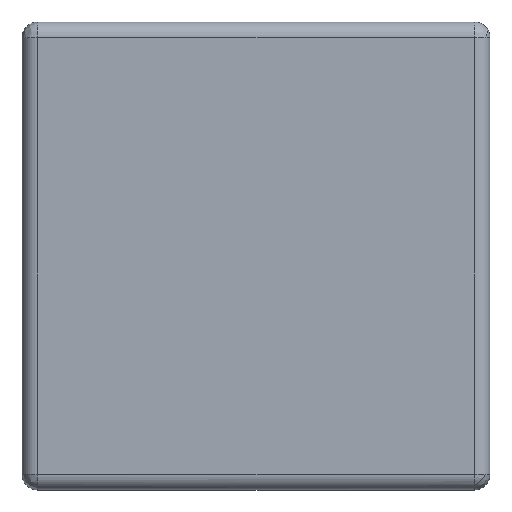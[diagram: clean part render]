
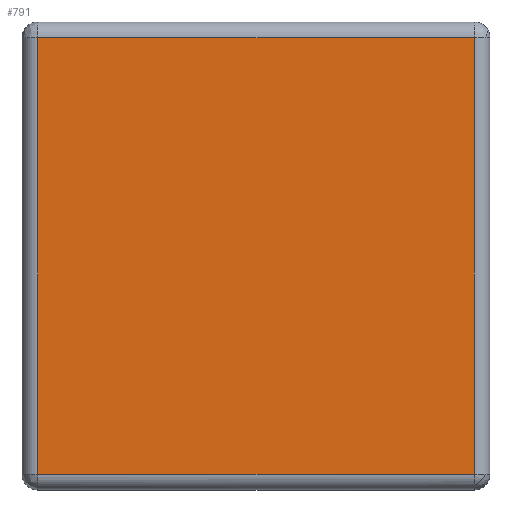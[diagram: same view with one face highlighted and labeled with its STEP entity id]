
A CAD part, top view. The second image highlights one B-rep face of the part: STEP entity #791.
In plain terms, the highlighted planar face has unit normal (0, 0, 1).
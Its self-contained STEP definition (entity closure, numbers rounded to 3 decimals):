
#90 = CARTESIAN_POINT ( 'NONE',  ( -45., 42., 4. ) ) ;
#94 = VERTEX_POINT ( 'NONE', #1026 ) ;
#365 = ORIENTED_EDGE ( 'NONE', *, *, #2407, .F. ) ;
#499 = VECTOR ( 'NONE', #1403, 1000. ) ;
#567 = ORIENTED_EDGE ( 'NONE', *, *, #662, .F. ) ;
#602 = PLANE ( 'NONE',  #2522 ) ;
#650 = ORIENTED_EDGE ( 'NONE', *, *, #707, .F. ) ;
#662 = EDGE_CURVE ( 'NONE', #94, #2672, #1887, .T. ) ;
#707 = EDGE_CURVE ( 'NONE', #1222, #94, #2518, .T. ) ;
#775 = CARTESIAN_POINT ( 'NONE',  ( 42., 42., 4. ) ) ;
#791 = ADVANCED_FACE ( 'NONE', ( #2728 ), #602, .F. ) ;
#820 = DIRECTION ( 'NONE',  ( 1., 0., 0. ) ) ;
#911 = VECTOR ( 'NONE', #1900, 1000. ) ;
#915 = CARTESIAN_POINT ( 'NONE',  ( -42., 45., 4. ) ) ;
#949 = ORIENTED_EDGE ( 'NONE', *, *, #2486, .F. ) ;
#1026 = CARTESIAN_POINT ( 'NONE',  ( -42., 42., 4. ) ) ;
#1063 = DIRECTION ( 'NONE',  ( 0., 1., 0. ) ) ;
#1222 = VERTEX_POINT ( 'NONE', #2378 ) ;
#1369 = CARTESIAN_POINT ( 'NONE',  ( 42., -42., 4. ) ) ;
#1403 = DIRECTION ( 'NONE',  ( 0., 1., 0. ) ) ;
#1404 = VECTOR ( 'NONE', #1881, 1000. ) ;
#1598 = CARTESIAN_POINT ( 'NONE',  ( -45., -42., 4. ) ) ;
#1609 = CARTESIAN_POINT ( 'NONE',  ( 42., 45., 4. ) ) ;
#1713 = EDGE_LOOP ( 'NONE', ( #949, #567, #650, #365 ) ) ;
#1840 = CARTESIAN_POINT ( 'NONE',  ( -45., 45., 4. ) ) ;
#1881 = DIRECTION ( 'NONE',  ( 0., -1., 0. ) ) ;
#1887 = LINE ( 'NONE', #90, #1962 ) ;
#1900 = DIRECTION ( 'NONE',  ( -1., 0., 0. ) ) ;
#1962 = VECTOR ( 'NONE', #820, 1000. ) ;
#2074 = LINE ( 'NONE', #1609, #1404 ) ;
#2229 = VERTEX_POINT ( 'NONE', #1369 ) ;
#2378 = CARTESIAN_POINT ( 'NONE',  ( -42., -42., 4. ) ) ;
#2407 = EDGE_CURVE ( 'NONE', #2229, #1222, #2734, .T. ) ;
#2486 = EDGE_CURVE ( 'NONE', #2672, #2229, #2074, .T. ) ;
#2518 = LINE ( 'NONE', #915, #499 ) ;
#2522 = AXIS2_PLACEMENT_3D ( 'NONE', #1840, #2529, #1063 ) ;
#2529 = DIRECTION ( 'NONE',  ( 0., 0., -1. ) ) ;
#2672 = VERTEX_POINT ( 'NONE', #775 ) ;
#2728 = FACE_OUTER_BOUND ( 'NONE', #1713, .T. ) ;
#2734 = LINE ( 'NONE', #1598, #911 ) ;
